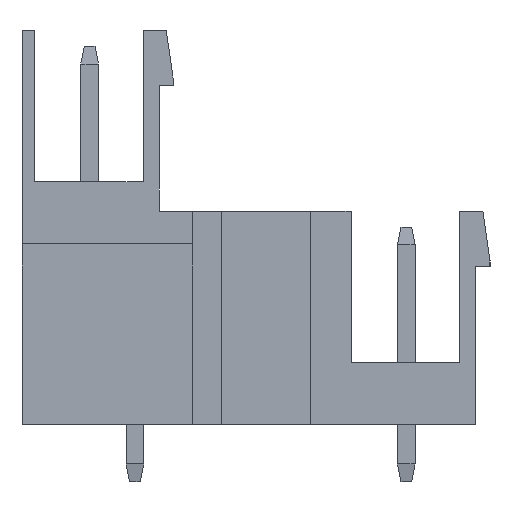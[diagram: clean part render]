
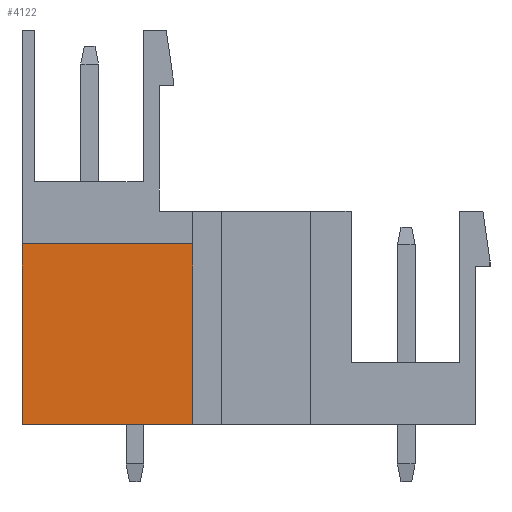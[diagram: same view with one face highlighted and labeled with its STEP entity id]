
A CAD part, left-side view. The second image highlights one B-rep face of the part: STEP entity #4122.
In plain terms, the highlighted planar face has unit normal (-1, 0, 0).
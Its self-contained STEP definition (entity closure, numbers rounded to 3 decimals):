
#4109=AXIS2_PLACEMENT_3D('Plane Axis2P3D',#4106,#4107,#4108) ;
#2605=CARTESIAN_POINT('Vertex',(1.,26.28,3.2)) ;
#2608=CARTESIAN_POINT('Line Origine',(1.,26.28,8.28)) ;
#2612=CARTESIAN_POINT('Vertex',(1.,26.28,13.36)) ;
#2690=CARTESIAN_POINT('Vertex',(1.,16.7,3.2)) ;
#2693=CARTESIAN_POINT('Line Origine',(1.,21.49,3.2)) ;
#4089=CARTESIAN_POINT('Vertex',(1.,16.7,13.36)) ;
#4092=CARTESIAN_POINT('Line Origine',(1.,16.7,8.28)) ;
#4106=CARTESIAN_POINT('Axis2P3D Location',(1.,0.,13.36)) ;
#4111=CARTESIAN_POINT('Line Origine',(1.,21.49,13.36)) ;
#2609=DIRECTION('Vector Direction',(0.,0.,-1.)) ;
#2694=DIRECTION('Vector Direction',(0.,1.,0.)) ;
#4093=DIRECTION('Vector Direction',(0.,0.,1.)) ;
#4107=DIRECTION('Axis2P3D Direction',(1.,-0.,0.)) ;
#4108=DIRECTION('Axis2P3D XDirection',(0.,0.,-1.)) ;
#4112=DIRECTION('Vector Direction',(0.,1.,0.)) ;
#2610=VECTOR('Line Direction',#2609,1.) ;
#2695=VECTOR('Line Direction',#2694,1.) ;
#4094=VECTOR('Line Direction',#4093,1.) ;
#4113=VECTOR('Line Direction',#4112,1.) ;
#4117=ORIENTED_EDGE('',*,*,#4096,.T.) ;
#4118=ORIENTED_EDGE('',*,*,#4115,.T.) ;
#4119=ORIENTED_EDGE('',*,*,#2614,.T.) ;
#4120=ORIENTED_EDGE('',*,*,#2697,.F.) ;
#4122=ADVANCED_FACE('Housing',(#4121),#4110,.F.) ;
#2614=EDGE_CURVE('',#2613,#2606,#2611,.T.) ;
#2697=EDGE_CURVE('',#2691,#2606,#2696,.T.) ;
#4096=EDGE_CURVE('',#2691,#4090,#4095,.T.) ;
#4115=EDGE_CURVE('',#4090,#2613,#4114,.T.) ;
#4116=EDGE_LOOP('',(#4117,#4118,#4119,#4120)) ;
#4121=FACE_OUTER_BOUND('',#4116,.T.) ;
#2611=LINE('Line',#2608,#2610) ;
#2696=LINE('Line',#2693,#2695) ;
#4095=LINE('Line',#4092,#4094) ;
#4114=LINE('Line',#4111,#4113) ;
#4110=PLANE('',#4109) ;
#2606=VERTEX_POINT('',#2605) ;
#2613=VERTEX_POINT('',#2612) ;
#2691=VERTEX_POINT('',#2690) ;
#4090=VERTEX_POINT('',#4089) ;
